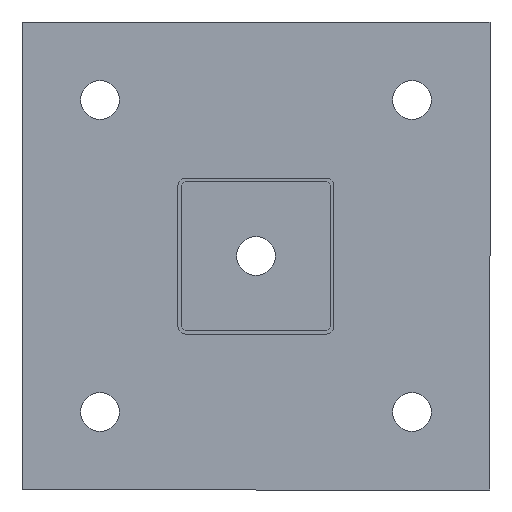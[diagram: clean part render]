
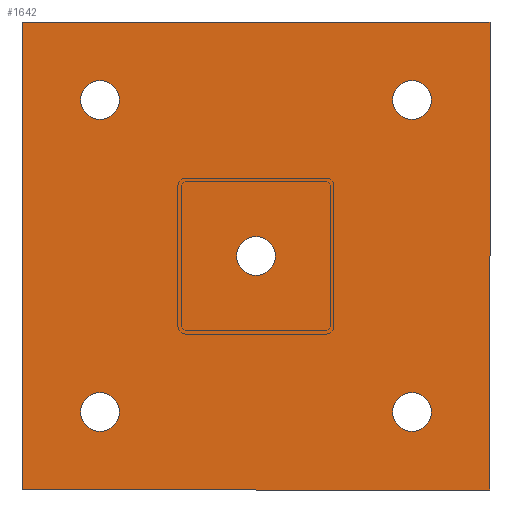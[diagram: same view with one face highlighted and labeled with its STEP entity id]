
A CAD part, front view. The second image highlights one B-rep face of the part: STEP entity #1642.
In plain terms, the highlighted planar face has unit normal (0, -1, 0).
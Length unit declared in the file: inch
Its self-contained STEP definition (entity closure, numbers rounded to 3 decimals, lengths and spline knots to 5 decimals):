
#6 = EDGE_CURVE ( 'NONE', #7619, #5699, #2743, .T. ) ;
#101 = VECTOR ( 'NONE', #1039, 39.37008 ) ;
#135 = AXIS2_PLACEMENT_3D ( 'NONE', #7084, #3253, #1280 ) ;
#139 = VERTEX_POINT ( 'NONE', #6160 ) ;
#211 = EDGE_CURVE ( 'NONE', #2843, #2843, #5084, .T. ) ;
#223 = VERTEX_POINT ( 'NONE', #1428 ) ;
#250 = ORIENTED_EDGE ( 'NONE', *, *, #6, .T. ) ;
#279 = FACE_BOUND ( 'NONE', #7601, .T. ) ;
#300 = AXIS2_PLACEMENT_3D ( 'NONE', #622, #7073, #2646 ) ;
#363 = EDGE_LOOP ( 'NONE', ( #5666 ) ) ;
#608 = CARTESIAN_POINT ( 'NONE',  ( 3.75, -0.375, -3.75 ) ) ;
#622 = CARTESIAN_POINT ( 'NONE',  ( 2.5, -0.375, 2.5 ) ) ;
#808 = LINE ( 'NONE', #1982, #898 ) ;
#850 = CARTESIAN_POINT ( 'NONE',  ( 3.75, -0.375, -3.75 ) ) ;
#898 = VECTOR ( 'NONE', #2103, 39.37008 ) ;
#905 = CARTESIAN_POINT ( 'NONE',  ( 0., -0.375, 0.3125 ) ) ;
#924 = FACE_OUTER_BOUND ( 'NONE', #4831, .T. ) ;
#958 = VECTOR ( 'NONE', #6399, 39.37008 ) ;
#1039 = DIRECTION ( 'NONE',  ( 0., 0., -1. ) ) ;
#1126 = EDGE_LOOP ( 'NONE', ( #8510 ) ) ;
#1261 = ORIENTED_EDGE ( 'NONE', *, *, #1353, .T. ) ;
#1280 = DIRECTION ( 'NONE',  ( 0., 0., 1. ) ) ;
#1353 = EDGE_CURVE ( 'NONE', #139, #139, #2209, .T. ) ;
#1428 = CARTESIAN_POINT ( 'NONE',  ( -2.5, -0.375, -2.1875 ) ) ;
#1642 = ADVANCED_FACE ( 'NONE', ( #924, #7464, #5355, #6774, #279, #6010 ), #2089, .T. ) ;
#1906 = EDGE_CURVE ( 'NONE', #2070, #2070, #5937, .T. ) ;
#1943 = AXIS2_PLACEMENT_3D ( 'NONE', #4854, #3814, #2968 ) ;
#1982 = CARTESIAN_POINT ( 'NONE',  ( 3.75, -0.375, -3.75 ) ) ;
#2070 = VERTEX_POINT ( 'NONE', #4776 ) ;
#2089 = PLANE ( 'NONE',  #8254 ) ;
#2103 = DIRECTION ( 'NONE',  ( 1., 0., 0. ) ) ;
#2209 = CIRCLE ( 'NONE', #1943, 0.3125 ) ;
#2323 = LINE ( 'NONE', #4300, #101 ) ;
#2367 = CARTESIAN_POINT ( 'NONE',  ( 3.75, -0.375, 3.75 ) ) ;
#2598 = EDGE_LOOP ( 'NONE', ( #1261 ) ) ;
#2646 = DIRECTION ( 'NONE',  ( 0., 0., 1. ) ) ;
#2675 = CARTESIAN_POINT ( 'NONE',  ( -3.75, -0.375, -3.75 ) ) ;
#2743 = LINE ( 'NONE', #850, #958 ) ;
#2800 = CARTESIAN_POINT ( 'NONE',  ( 2.5, -0.375, -2.1875 ) ) ;
#2840 = VECTOR ( 'NONE', #4210, 39.37008 ) ;
#2843 = VERTEX_POINT ( 'NONE', #905 ) ;
#2968 = DIRECTION ( 'NONE',  ( 0., 0., 1. ) ) ;
#3151 = DIRECTION ( 'NONE',  ( 0., 0., 1. ) ) ;
#3253 = DIRECTION ( 'NONE',  ( 0., 1., 0. ) ) ;
#3288 = CARTESIAN_POINT ( 'NONE',  ( -3.75, -0.375, 3.75 ) ) ;
#3402 = VERTEX_POINT ( 'NONE', #2800 ) ;
#3630 = ORIENTED_EDGE ( 'NONE', *, *, #7534, .T. ) ;
#3793 = DIRECTION ( 'NONE',  ( 0., 0., 1. ) ) ;
#3797 = DIRECTION ( 'NONE',  ( 0., 1., 0. ) ) ;
#3814 = DIRECTION ( 'NONE',  ( 0., 1., 0. ) ) ;
#4034 = EDGE_LOOP ( 'NONE', ( #4725 ) ) ;
#4051 = AXIS2_PLACEMENT_3D ( 'NONE', #7669, #3797, #3151 ) ;
#4178 = ORIENTED_EDGE ( 'NONE', *, *, #6125, .T. ) ;
#4210 = DIRECTION ( 'NONE',  ( -1., 0., 0. ) ) ;
#4300 = CARTESIAN_POINT ( 'NONE',  ( -3.75, -0.375, -3.75 ) ) ;
#4480 = CARTESIAN_POINT ( 'NONE',  ( -2.5, -0.375, -2.5 ) ) ;
#4544 = EDGE_CURVE ( 'NONE', #223, #223, #6084, .T. ) ;
#4725 = ORIENTED_EDGE ( 'NONE', *, *, #1906, .T. ) ;
#4776 = CARTESIAN_POINT ( 'NONE',  ( 2.5, -0.375, 2.8125 ) ) ;
#4831 = EDGE_LOOP ( 'NONE', ( #250, #7428, #3630, #4178 ) ) ;
#4854 = CARTESIAN_POINT ( 'NONE',  ( -2.5, -0.375, 2.5 ) ) ;
#4876 = CARTESIAN_POINT ( 'NONE',  ( 0., -0.375, 0. ) ) ;
#5084 = CIRCLE ( 'NONE', #135, 0.3125 ) ;
#5355 = FACE_BOUND ( 'NONE', #2598, .T. ) ;
#5440 = VERTEX_POINT ( 'NONE', #3288 ) ;
#5593 = ORIENTED_EDGE ( 'NONE', *, *, #5734, .T. ) ;
#5666 = ORIENTED_EDGE ( 'NONE', *, *, #4544, .T. ) ;
#5699 = VERTEX_POINT ( 'NONE', #8404 ) ;
#5734 = EDGE_CURVE ( 'NONE', #3402, #3402, #6948, .T. ) ;
#5937 = CIRCLE ( 'NONE', #300, 0.3125 ) ;
#6010 = FACE_BOUND ( 'NONE', #363, .T. ) ;
#6048 = DIRECTION ( 'NONE',  ( 0., -1., 0. ) ) ;
#6084 = CIRCLE ( 'NONE', #7455, 0.3125 ) ;
#6125 = EDGE_CURVE ( 'NONE', #7301, #7619, #808, .T. ) ;
#6160 = CARTESIAN_POINT ( 'NONE',  ( -2.5, -0.375, 2.8125 ) ) ;
#6399 = DIRECTION ( 'NONE',  ( 0., 0., 1. ) ) ;
#6774 = FACE_BOUND ( 'NONE', #4034, .T. ) ;
#6948 = CIRCLE ( 'NONE', #4051, 0.3125 ) ;
#6979 = DIRECTION ( 'NONE',  ( 0., 1., 0. ) ) ;
#7073 = DIRECTION ( 'NONE',  ( 0., 1., 0. ) ) ;
#7084 = CARTESIAN_POINT ( 'NONE',  ( 0., -0.375, 0. ) ) ;
#7301 = VERTEX_POINT ( 'NONE', #2675 ) ;
#7414 = EDGE_CURVE ( 'NONE', #5699, #5440, #7442, .T. ) ;
#7428 = ORIENTED_EDGE ( 'NONE', *, *, #7414, .T. ) ;
#7442 = LINE ( 'NONE', #2367, #2840 ) ;
#7455 = AXIS2_PLACEMENT_3D ( 'NONE', #4480, #6979, #3793 ) ;
#7464 = FACE_BOUND ( 'NONE', #1126, .T. ) ;
#7534 = EDGE_CURVE ( 'NONE', #5440, #7301, #2323, .T. ) ;
#7601 = EDGE_LOOP ( 'NONE', ( #5593 ) ) ;
#7619 = VERTEX_POINT ( 'NONE', #608 ) ;
#7669 = CARTESIAN_POINT ( 'NONE',  ( 2.5, -0.375, -2.5 ) ) ;
#8150 = DIRECTION ( 'NONE',  ( 0., 0., -1. ) ) ;
#8254 = AXIS2_PLACEMENT_3D ( 'NONE', #4876, #6048, #8150 ) ;
#8404 = CARTESIAN_POINT ( 'NONE',  ( 3.75, -0.375, 3.75 ) ) ;
#8510 = ORIENTED_EDGE ( 'NONE', *, *, #211, .T. ) ;
